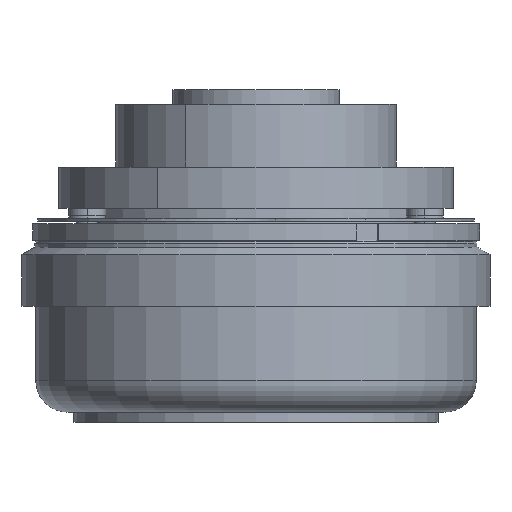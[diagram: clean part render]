
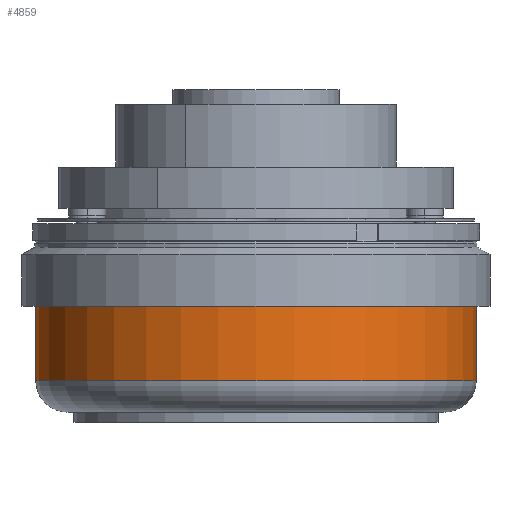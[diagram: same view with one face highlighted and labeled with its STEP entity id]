
A CAD part, front view. The second image highlights one B-rep face of the part: STEP entity #4859.
In plain terms, the highlighted cylindrical face has radius 42.35 mm (diameter 84.7 mm), a partial arc.
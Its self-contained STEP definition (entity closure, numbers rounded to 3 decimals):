
#614 = VERTEX_POINT ( 'NONE', #2945 ) ;
#631 = EDGE_CURVE ( 'NONE', #641, #614, #2951, .T. ) ;
#641 = VERTEX_POINT ( 'NONE', #2977 ) ;
#671 = VERTEX_POINT ( 'NONE', #3063 ) ;
#2248 = VERTEX_POINT ( 'NONE', #3414 ) ;
#2266 = EDGE_CURVE ( 'NONE', #671, #2248, #3419, .T. ) ;
#2468 = EDGE_CURVE ( 'NONE', #641, #671, #4098, .T. ) ;
#2945 = CARTESIAN_POINT ( 'NONE',  ( 42.35, 0., 6. ) ) ;
#2951 = LINE ( 'NONE', #2970, #2969 ) ;
#2967 = DIRECTION ( 'NONE',  ( 0., 0., -1. ) ) ;
#2969 = VECTOR ( 'NONE', #2967, 1000. ) ;
#2970 = CARTESIAN_POINT ( 'NONE',  ( 42.35, 0., 25.9 ) ) ;
#2977 = CARTESIAN_POINT ( 'NONE',  ( 42.35, 0., 20.3 ) ) ;
#3063 = CARTESIAN_POINT ( 'NONE',  ( -42.35, 0., 20.3 ) ) ;
#3414 = CARTESIAN_POINT ( 'NONE',  ( -42.35, 0., 6. ) ) ;
#3419 = LINE ( 'NONE', #3421, #3458 ) ;
#3420 = DIRECTION ( 'NONE',  ( 0., 0., -1. ) ) ;
#3421 = CARTESIAN_POINT ( 'NONE',  ( -42.35, 0., 25.9 ) ) ;
#3458 = VECTOR ( 'NONE', #3420, 1000. ) ;
#4095 = DIRECTION ( 'NONE',  ( 0., 0., -1. ) ) ;
#4096 = CARTESIAN_POINT ( 'NONE',  ( 0., 0., 20.3 ) ) ;
#4097 = AXIS2_PLACEMENT_3D ( 'NONE', #4096, #4095, #4124 ) ;
#4098 = CIRCLE ( 'NONE', #4097, 42.35 ) ;
#4124 = DIRECTION ( 'NONE',  ( -1., 0., 0. ) ) ;
#4837 = ORIENTED_EDGE ( 'NONE', *, *, #2468, .T. ) ;
#4838 = ORIENTED_EDGE ( 'NONE', *, *, #631, .F. ) ;
#4859 = ADVANCED_FACE ( 'NONE', ( #5151 ), #5135, .T. ) ;
#4860 = EDGE_CURVE ( 'NONE', #2248, #614, #5193, .T. ) ;
#4861 = EDGE_LOOP ( 'NONE', ( #4838, #4837, #4873, #4877 ) ) ;
#4873 = ORIENTED_EDGE ( 'NONE', *, *, #2266, .T. ) ;
#4877 = ORIENTED_EDGE ( 'NONE', *, *, #4860, .T. ) ;
#5093 = DIRECTION ( 'NONE',  ( -1., 0., 0. ) ) ;
#5097 = CARTESIAN_POINT ( 'NONE',  ( 0., 0., 25.9 ) ) ;
#5106 = AXIS2_PLACEMENT_3D ( 'NONE', #5097, #5114, #5093 ) ;
#5114 = DIRECTION ( 'NONE',  ( 0., 0., -1. ) ) ;
#5135 = CYLINDRICAL_SURFACE ( 'NONE', #5106, 42.35 ) ;
#5151 = FACE_OUTER_BOUND ( 'NONE', #4861, .T. ) ;
#5190 = AXIS2_PLACEMENT_3D ( 'NONE', #5224, #5207, #5219 ) ;
#5193 = CIRCLE ( 'NONE', #5190, 42.35 ) ;
#5207 = DIRECTION ( 'NONE',  ( 0., 0., 1. ) ) ;
#5219 = DIRECTION ( 'NONE',  ( 1., 0., 0. ) ) ;
#5224 = CARTESIAN_POINT ( 'NONE',  ( 0., 0., 6. ) ) ;
